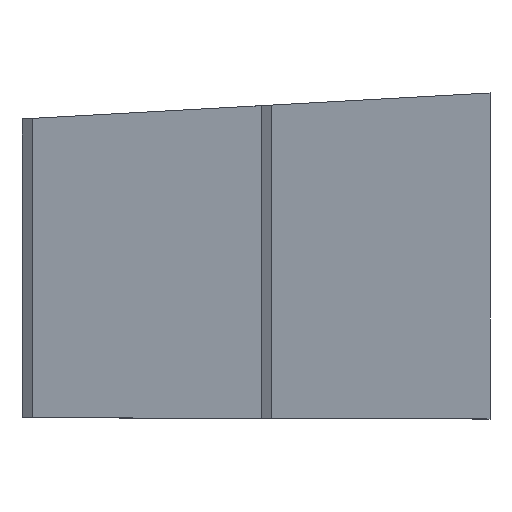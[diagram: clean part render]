
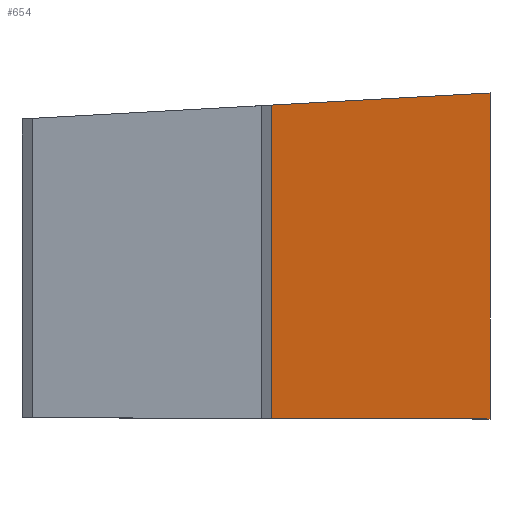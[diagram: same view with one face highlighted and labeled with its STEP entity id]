
A CAD part, top view. The second image highlights one B-rep face of the part: STEP entity #654.
In plain terms, the highlighted planar face has unit normal (0.851, 0, 0.526).
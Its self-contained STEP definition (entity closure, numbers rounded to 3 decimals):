
#383 = PLANE('',#384);
#384 = AXIS2_PLACEMENT_3D('',#385,#386,#387);
#385 = CARTESIAN_POINT('',(4.895,-84.046,0.));
#386 = DIRECTION('',(0.058,-0.998,0.));
#387 = DIRECTION('',(0.,0.,-1.));
#409 = PLANE('',#410);
#410 = AXIS2_PLACEMENT_3D('',#411,#412,#413);
#411 = CARTESIAN_POINT('',(11384.735,22.278,
    3147.066));
#412 = DIRECTION('',(-0.526,0.,0.851));
#413 = DIRECTION('',(0.851,0.,0.526));
#435 = PLANE('',#436);
#436 = AXIS2_PLACEMENT_3D('',#437,#438,#439);
#437 = CARTESIAN_POINT('',(0.,0.,-7500.));
#438 = DIRECTION('',(0.,-1.,-0.));
#439 = DIRECTION('',(1.,0.,0.));
#459 = PLANE('',#460);
#460 = AXIS2_PLACEMENT_3D('',#461,#462,#463);
#461 = CARTESIAN_POINT('',(-9676.723,-46.239,
    -7918.92));
#462 = DIRECTION('',(0.438,0.,-0.899));
#463 = DIRECTION('',(0.,-1.,0.));
#474 = VERTEX_POINT('',#475);
#475 = CARTESIAN_POINT('',(12535.496,645.778,
    2891.662));
#494 = EDGE_CURVE('',#474,#495,#497,.T.);
#495 = VERTEX_POINT('',#496);
#496 = CARTESIAN_POINT('',(12103.208,620.6,
    3591.111));
#497 = SURFACE_CURVE('',#498,(#502,#508),.PCURVE_S1.);
#498 = LINE('',#499,#500);
#499 = CARTESIAN_POINT('',(9495.211,468.702,
    7810.895));
#500 = VECTOR('',#501,1.);
#501 = DIRECTION('',(-0.525,-0.031,0.85)
  );
#502 = PCURVE('',#383,#503);
#503 = DEFINITIONAL_REPRESENTATION('',(#504),#507);
#504 = B_SPLINE_CURVE_WITH_KNOTS('',1,(#505,#506),.UNSPECIFIED.,.F.,.F.,
  (2,2),(-6138.196,-3821.173),
  .PIECEWISE_BEZIER_KNOTS.);
#505 = CARTESIAN_POINT('',(-2591.895,12737.419));
#506 = CARTESIAN_POINT('',(-4561.943,11517.786));
#507 = ( GEOMETRIC_REPRESENTATION_CONTEXT(2) 
PARAMETRIC_REPRESENTATION_CONTEXT() REPRESENTATION_CONTEXT('2D SPACE',''
  ) );
#508 = PCURVE('',#509,#514);
#509 = PLANE('',#510);
#510 = AXIS2_PLACEMENT_3D('',#511,#512,#513);
#511 = CARTESIAN_POINT('',(8642.326,-45.2,
    9190.877));
#512 = DIRECTION('',(0.851,0.,0.526));
#513 = DIRECTION('',(0.,-1.,0.));
#514 = DEFINITIONAL_REPRESENTATION('',(#515),#518);
#515 = B_SPLINE_CURVE_WITH_KNOTS('',1,(#516,#517),.UNSPECIFIED.,.F.,.F.,
  (2,2),(-6138.196,-3821.173),
  .PIECEWISE_BEZIER_KNOTS.);
#516 = CARTESIAN_POINT('',(-701.769,7757.591));
#517 = CARTESIAN_POINT('',(-630.854,5441.654));
#518 = ( GEOMETRIC_REPRESENTATION_CONTEXT(2) 
PARAMETRIC_REPRESENTATION_CONTEXT() REPRESENTATION_CONTEXT('2D SPACE',''
  ) );
#544 = EDGE_CURVE('',#474,#545,#547,.T.);
#545 = VERTEX_POINT('',#546);
#546 = CARTESIAN_POINT('',(12535.496,0.,2891.662));
#547 = SURFACE_CURVE('',#548,(#552,#558),.PCURVE_S1.);
#548 = LINE('',#549,#550);
#549 = CARTESIAN_POINT('',(12535.496,-45.72,
    2891.662));
#550 = VECTOR('',#551,1.);
#551 = DIRECTION('',(0.,-1.,0.));
#552 = PCURVE('',#459,#553);
#553 = DEFINITIONAL_REPRESENTATION('',(#554),#557);
#554 = B_SPLINE_CURVE_WITH_KNOTS('',1,(#555,#556),.UNSPECIFIED.,.F.,.F.,
  (2,2),(-811.275,607.096),.PIECEWISE_BEZIER_KNOTS.);
#555 = CARTESIAN_POINT('',(-811.794,-24703.266));
#556 = CARTESIAN_POINT('',(606.577,-24703.266));
#557 = ( GEOMETRIC_REPRESENTATION_CONTEXT(2) 
PARAMETRIC_REPRESENTATION_CONTEXT() REPRESENTATION_CONTEXT('2D SPACE',''
  ) );
#558 = PCURVE('',#509,#559);
#559 = DEFINITIONAL_REPRESENTATION('',(#560),#563);
#560 = B_SPLINE_CURVE_WITH_KNOTS('',1,(#561,#562),.UNSPECIFIED.,.F.,.F.,
  (2,2),(-811.275,607.096),.PIECEWISE_BEZIER_KNOTS.);
#561 = CARTESIAN_POINT('',(-810.755,7405.193));
#562 = CARTESIAN_POINT('',(607.616,7405.193));
#563 = ( GEOMETRIC_REPRESENTATION_CONTEXT(2) 
PARAMETRIC_REPRESENTATION_CONTEXT() REPRESENTATION_CONTEXT('2D SPACE',''
  ) );
#589 = VERTEX_POINT('',#590);
#590 = CARTESIAN_POINT('',(12103.208,0.,3591.111));
#611 = EDGE_CURVE('',#589,#545,#612,.T.);
#612 = SURFACE_CURVE('',#613,(#617,#623),.PCURVE_S1.);
#613 = LINE('',#614,#615);
#614 = CARTESIAN_POINT('',(11180.179,0.,5084.588));
#615 = VECTOR('',#616,1.);
#616 = DIRECTION('',(0.526,0.,-0.851));
#617 = PCURVE('',#435,#618);
#618 = DEFINITIONAL_REPRESENTATION('',(#619),#622);
#619 = B_SPLINE_CURVE_WITH_KNOTS('',1,(#620,#621),.UNSPECIFIED.,.F.,.F.,
  (2,2),(1673.467,2660.172),
  .PIECEWISE_BEZIER_KNOTS.);
#620 = CARTESIAN_POINT('',(12059.979,11161.056));
#621 = CARTESIAN_POINT('',(12578.725,10321.717));
#622 = ( GEOMETRIC_REPRESENTATION_CONTEXT(2) 
PARAMETRIC_REPRESENTATION_CONTEXT() REPRESENTATION_CONTEXT('2D SPACE',''
  ) );
#623 = PCURVE('',#509,#624);
#624 = DEFINITIONAL_REPRESENTATION('',(#625),#628);
#625 = B_SPLINE_CURVE_WITH_KNOTS('',1,(#626,#627),.UNSPECIFIED.,.F.,.F.,
  (2,2),(1673.467,2660.172),
  .PIECEWISE_BEZIER_KNOTS.);
#626 = CARTESIAN_POINT('',(-45.2,6500.713));
#627 = CARTESIAN_POINT('',(-45.2,7487.418));
#628 = ( GEOMETRIC_REPRESENTATION_CONTEXT(2) 
PARAMETRIC_REPRESENTATION_CONTEXT() REPRESENTATION_CONTEXT('2D SPACE',''
  ) );
#633 = EDGE_CURVE('',#495,#589,#634,.T.);
#634 = SURFACE_CURVE('',#635,(#639,#645),.PCURVE_S1.);
#635 = LINE('',#636,#637);
#636 = CARTESIAN_POINT('',(12103.208,-11.461,
    3591.111));
#637 = VECTOR('',#638,1.);
#638 = DIRECTION('',(0.,-1.,0.));
#639 = PCURVE('',#409,#640);
#640 = DEFINITIONAL_REPRESENTATION('',(#641),#644);
#641 = B_SPLINE_CURVE_WITH_KNOTS('',1,(#642,#643),.UNSPECIFIED.,.F.,.F.,
  (2,2),(-772.065,641.197),.PIECEWISE_BEZIER_KNOTS.);
#642 = CARTESIAN_POINT('',(844.619,738.326));
#643 = CARTESIAN_POINT('',(844.619,-674.936));
#644 = ( GEOMETRIC_REPRESENTATION_CONTEXT(2) 
PARAMETRIC_REPRESENTATION_CONTEXT() REPRESENTATION_CONTEXT('2D SPACE',''
  ) );
#645 = PCURVE('',#509,#646);
#646 = DEFINITIONAL_REPRESENTATION('',(#647),#650);
#647 = B_SPLINE_CURVE_WITH_KNOTS('',1,(#648,#649),.UNSPECIFIED.,.F.,.F.,
  (2,2),(-772.065,641.197),.PIECEWISE_BEZIER_KNOTS.);
#648 = CARTESIAN_POINT('',(-805.804,6582.938));
#649 = CARTESIAN_POINT('',(607.458,6582.938));
#650 = ( GEOMETRIC_REPRESENTATION_CONTEXT(2) 
PARAMETRIC_REPRESENTATION_CONTEXT() REPRESENTATION_CONTEXT('2D SPACE',''
  ) );
#654 = ADVANCED_FACE('',(#655),#509,.T.);
#655 = FACE_BOUND('',#656,.T.);
#656 = EDGE_LOOP('',(#657,#658,#659,#660));
#657 = ORIENTED_EDGE('',*,*,#544,.F.);
#658 = ORIENTED_EDGE('',*,*,#494,.T.);
#659 = ORIENTED_EDGE('',*,*,#633,.T.);
#660 = ORIENTED_EDGE('',*,*,#611,.T.);
